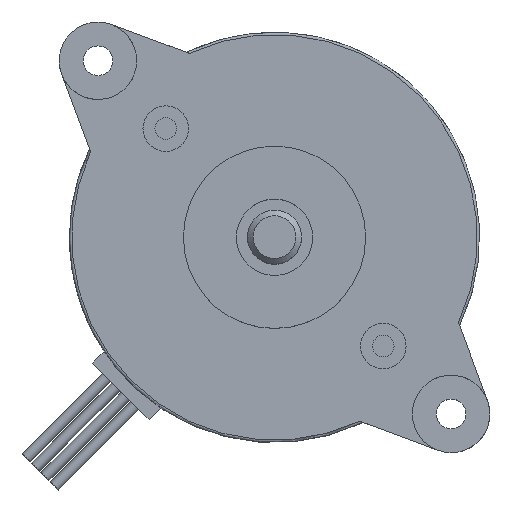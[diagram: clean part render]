
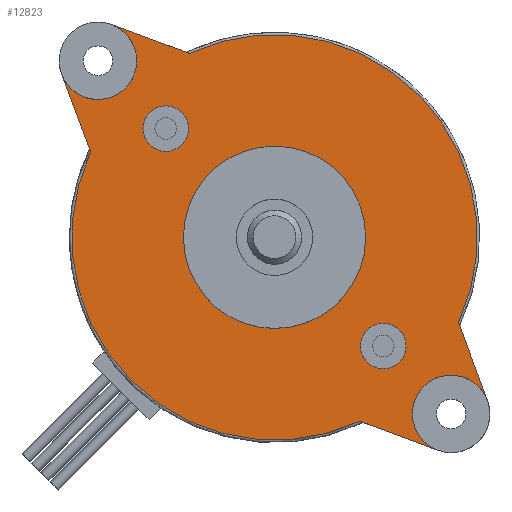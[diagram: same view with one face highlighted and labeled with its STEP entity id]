
A CAD part, top view. The second image highlights one B-rep face of the part: STEP entity #12823.
In plain terms, the highlighted planar face has unit normal (0, 0, 1).
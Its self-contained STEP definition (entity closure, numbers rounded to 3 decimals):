
#39=CIRCLE('',#13074,17.8);
#45=CIRCLE('',#13082,17.8);
#52=CIRCLE('',#13094,8.);
#53=CIRCLE('',#13097,3.4);
#54=CIRCLE('',#13098,3.4);
#55=CIRCLE('',#13099,3.4);
#56=CIRCLE('',#13100,2.);
#57=CIRCLE('',#13101,2.);
#123=FACE_BOUND('',#1759,.T.);
#124=FACE_BOUND('',#1760,.T.);
#125=FACE_BOUND('',#1761,.T.);
#336=PLANE('',#13096);
#1020=FACE_OUTER_BOUND('',#1758,.T.);
#1758=EDGE_LOOP('',(#11569,#11570,#11571,#11572,#11573,#11574,#11575,#11576,
#11577));
#1759=EDGE_LOOP('',(#11578));
#1760=EDGE_LOOP('',(#11579));
#1761=EDGE_LOOP('',(#11580));
#2740=LINE('',#26268,#3703);
#2741=LINE('',#26273,#3704);
#2742=LINE('',#26275,#3705);
#2743=LINE('',#26278,#3706);
#3703=VECTOR('',#14546,10.);
#3704=VECTOR('',#14551,10.);
#3705=VECTOR('',#14552,10.);
#3706=VECTOR('',#14555,10.);
#5875=VERTEX_POINT('',#26170);
#5878=VERTEX_POINT('',#26184);
#5888=VERTEX_POINT('',#26219);
#5889=VERTEX_POINT('',#26230);
#5896=VERTEX_POINT('',#26262);
#5897=VERTEX_POINT('',#26267);
#5898=VERTEX_POINT('',#26269);
#5899=VERTEX_POINT('',#26271);
#5900=VERTEX_POINT('',#26274);
#5901=VERTEX_POINT('',#26276);
#5902=VERTEX_POINT('',#26279);
#5903=VERTEX_POINT('',#26281);
#7772=EDGE_CURVE('',#5878,#5875,#39,.T.);
#7787=EDGE_CURVE('',#5889,#5888,#45,.T.);
#7798=EDGE_CURVE('',#5896,#5896,#52,.T.);
#7799=EDGE_CURVE('',#5897,#5878,#2740,.T.);
#7800=EDGE_CURVE('',#5897,#5898,#53,.T.);
#7801=EDGE_CURVE('',#5898,#5899,#54,.T.);
#7802=EDGE_CURVE('',#5899,#5888,#2741,.T.);
#7803=EDGE_CURVE('',#5900,#5889,#2742,.T.);
#7804=EDGE_CURVE('',#5900,#5901,#55,.T.);
#7805=EDGE_CURVE('',#5901,#5875,#2743,.T.);
#7806=EDGE_CURVE('',#5902,#5902,#56,.T.);
#7807=EDGE_CURVE('',#5903,#5903,#57,.T.);
#11569=ORIENTED_EDGE('',*,*,#7799,.F.);
#11570=ORIENTED_EDGE('',*,*,#7800,.T.);
#11571=ORIENTED_EDGE('',*,*,#7801,.T.);
#11572=ORIENTED_EDGE('',*,*,#7802,.T.);
#11573=ORIENTED_EDGE('',*,*,#7787,.F.);
#11574=ORIENTED_EDGE('',*,*,#7803,.F.);
#11575=ORIENTED_EDGE('',*,*,#7804,.T.);
#11576=ORIENTED_EDGE('',*,*,#7805,.T.);
#11577=ORIENTED_EDGE('',*,*,#7772,.F.);
#11578=ORIENTED_EDGE('',*,*,#7806,.T.);
#11579=ORIENTED_EDGE('',*,*,#7807,.T.);
#11580=ORIENTED_EDGE('',*,*,#7798,.T.);
#12823=ADVANCED_FACE('',(#1020,#123,#124,#125),#336,.T.);
#13074=AXIS2_PLACEMENT_3D('',#26195,#14489,#14490);
#13082=AXIS2_PLACEMENT_3D('',#26241,#14512,#14513);
#13094=AXIS2_PLACEMENT_3D('',#26264,#14540,#14541);
#13096=AXIS2_PLACEMENT_3D('',#26266,#14544,#14545);
#13097=AXIS2_PLACEMENT_3D('',#26270,#14547,#14548);
#13098=AXIS2_PLACEMENT_3D('',#26272,#14549,#14550);
#13099=AXIS2_PLACEMENT_3D('',#26277,#14553,#14554);
#13100=AXIS2_PLACEMENT_3D('',#26280,#14556,#14557);
#13101=AXIS2_PLACEMENT_3D('',#26282,#14558,#14559);
#14489=DIRECTION('center_axis',(0.,0.,-1.));
#14490=DIRECTION('ref_axis',(0.707,0.707,0.));
#14512=DIRECTION('center_axis',(0.,0.,-1.));
#14513=DIRECTION('ref_axis',(-0.707,-0.707,0.));
#14540=DIRECTION('center_axis',(0.,0.,-1.));
#14541=DIRECTION('ref_axis',(-1.,0.,0.));
#14544=DIRECTION('center_axis',(0.,0.,1.));
#14545=DIRECTION('ref_axis',(1.,0.,0.));
#14546=DIRECTION('',(0.937,-0.349,0.));
#14547=DIRECTION('center_axis',(0.,0.,-1.));
#14548=DIRECTION('ref_axis',(-1.,0.,0.));
#14549=DIRECTION('center_axis',(0.,0.,-1.));
#14550=DIRECTION('ref_axis',(-1.,0.,0.));
#14551=DIRECTION('',(0.349,-0.937,0.));
#14552=DIRECTION('',(-0.937,0.349,0.));
#14553=DIRECTION('center_axis',(0.,0.,-1.));
#14554=DIRECTION('ref_axis',(-1.,0.,0.));
#14555=DIRECTION('',(-0.349,0.937,0.));
#14556=DIRECTION('center_axis',(0.,0.,-1.));
#14557=DIRECTION('ref_axis',(-1.,0.,0.));
#14558=DIRECTION('center_axis',(0.,0.,-1.));
#14559=DIRECTION('ref_axis',(-1.,0.,0.));
#26170=CARTESIAN_POINT('',(16.145,-7.495,12.5));
#26184=CARTESIAN_POINT('',(-7.495,16.145,12.5));
#26195=CARTESIAN_POINT('Origin',(0.,0.,12.5));
#26219=CARTESIAN_POINT('',(-16.145,7.495,12.5));
#26230=CARTESIAN_POINT('',(7.495,-16.145,12.5));
#26241=CARTESIAN_POINT('Origin',(0.,0.,12.5));
#26262=CARTESIAN_POINT('',(8.,0.,12.5));
#26264=CARTESIAN_POINT('Origin',(0.,0.,
12.5));
#26266=CARTESIAN_POINT('Origin',(0.,0.,12.5));
#26267=CARTESIAN_POINT('',(-14.311,18.684,12.5));
#26268=CARTESIAN_POINT('',(-14.311,18.684,12.5));
#26269=CARTESIAN_POINT('',(-12.098,15.498,12.5));
#26270=CARTESIAN_POINT('Origin',(-15.498,15.498,12.5));
#26271=CARTESIAN_POINT('',(-18.684,14.311,12.5));
#26272=CARTESIAN_POINT('Origin',(-15.498,15.498,12.5));
#26273=CARTESIAN_POINT('',(-18.684,14.311,12.5));
#26274=CARTESIAN_POINT('',(14.311,-18.684,12.5));
#26275=CARTESIAN_POINT('',(14.311,-18.684,12.5));
#26276=CARTESIAN_POINT('',(18.684,-14.311,12.5));
#26277=CARTESIAN_POINT('Origin',(15.498,-15.498,12.5));
#26278=CARTESIAN_POINT('',(18.684,-14.311,12.5));
#26279=CARTESIAN_POINT('',(11.546,-9.546,12.5));
#26280=CARTESIAN_POINT('Origin',(9.546,-9.546,12.5));
#26281=CARTESIAN_POINT('',(-7.546,9.546,12.5));
#26282=CARTESIAN_POINT('Origin',(-9.546,9.546,12.5));
